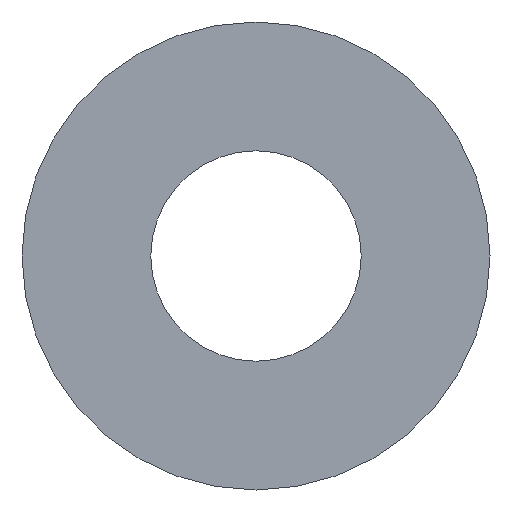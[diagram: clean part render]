
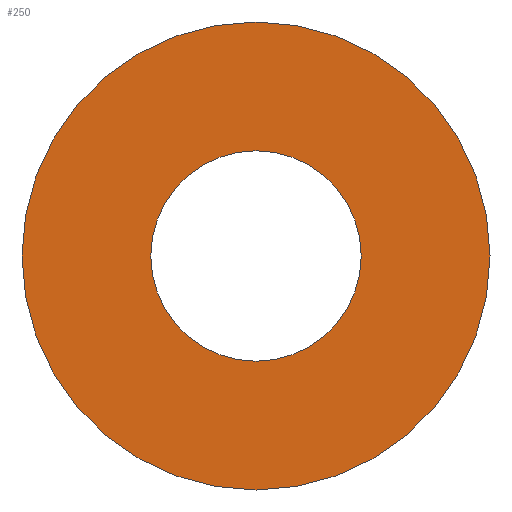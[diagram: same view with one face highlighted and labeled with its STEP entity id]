
A CAD part, front view. The second image highlights one B-rep face of the part: STEP entity #250.
In plain terms, the highlighted planar face has unit normal (0, -1, 0).
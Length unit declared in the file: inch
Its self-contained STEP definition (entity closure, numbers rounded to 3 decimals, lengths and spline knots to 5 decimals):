
#5 = EDGE_CURVE ( 'NONE', #214, #213, #230, .T. ) ;
#6 = EDGE_CURVE ( 'NONE', #209, #208, #231, .T. ) ;
#7 = DIRECTION ( 'NONE',  ( 0., 0., 1. ) ) ;
#8 = DIRECTION ( 'NONE',  ( 0., 1., 0. ) ) ;
#17 = CARTESIAN_POINT ( 'NONE',  ( 0., 0., 0. ) ) ;
#18 = DIRECTION ( 'NONE',  ( 0., 0., 1. ) ) ;
#19 = DIRECTION ( 'NONE',  ( 0., 1., 0. ) ) ;
#42 = AXIS2_PLACEMENT_3D ( 'NONE', #110, #113, #112 ) ;
#44 = AXIS2_PLACEMENT_3D ( 'NONE', #17, #19, #196 ) ;
#47 = AXIS2_PLACEMENT_3D ( 'NONE', #200, #210, #18 ) ;
#48 = EDGE_CURVE ( 'NONE', #213, #214, #237, .T. ) ;
#50 = AXIS2_PLACEMENT_3D ( 'NONE', #198, #8, #7 ) ;
#55 = EDGE_CURVE ( 'NONE', #208, #209, #249, .T. ) ;
#66 = CARTESIAN_POINT ( 'NONE',  ( 0., 0., 0.3125 ) ) ;
#69 = CARTESIAN_POINT ( 'NONE',  ( 0., 0., -0.3125 ) ) ;
#86 = EDGE_LOOP ( 'NONE', ( #227, #223 ) ) ;
#89 = PLANE ( 'NONE',  #160 ) ;
#90 = CARTESIAN_POINT ( 'NONE',  ( 0., 0., 0. ) ) ;
#107 = CARTESIAN_POINT ( 'NONE',  ( 0., 0., 0.1405 ) ) ;
#110 = CARTESIAN_POINT ( 'NONE',  ( 0., 0., 0. ) ) ;
#112 = DIRECTION ( 'NONE',  ( 0., 0., 1. ) ) ;
#113 = DIRECTION ( 'NONE',  ( 0., 1., 0. ) ) ;
#118 = EDGE_LOOP ( 'NONE', ( #228, #226 ) ) ;
#126 = FACE_BOUND ( 'NONE', #86, .T. ) ;
#127 = FACE_OUTER_BOUND ( 'NONE', #118, .T. ) ;
#160 = AXIS2_PLACEMENT_3D ( 'NONE', #90, #241, #206 ) ;
#196 = DIRECTION ( 'NONE',  ( 0., 0., 1. ) ) ;
#198 = CARTESIAN_POINT ( 'NONE',  ( 0., 0., 0. ) ) ;
#200 = CARTESIAN_POINT ( 'NONE',  ( 0., 0., 0. ) ) ;
#206 = DIRECTION ( 'NONE',  ( 0., 0., 1. ) ) ;
#208 = VERTEX_POINT ( 'NONE', #66 ) ;
#209 = VERTEX_POINT ( 'NONE', #69 ) ;
#210 = DIRECTION ( 'NONE',  ( 0., 1., 0. ) ) ;
#213 = VERTEX_POINT ( 'NONE', #107 ) ;
#214 = VERTEX_POINT ( 'NONE', #229 ) ;
#223 = ORIENTED_EDGE ( 'NONE', *, *, #5, .T. ) ;
#226 = ORIENTED_EDGE ( 'NONE', *, *, #55, .F. ) ;
#227 = ORIENTED_EDGE ( 'NONE', *, *, #48, .T. ) ;
#228 = ORIENTED_EDGE ( 'NONE', *, *, #6, .F. ) ;
#229 = CARTESIAN_POINT ( 'NONE',  ( 0., 0., -0.1405 ) ) ;
#230 = CIRCLE ( 'NONE', #47, 0.1405 ) ;
#231 = CIRCLE ( 'NONE', #44, 0.3125 ) ;
#237 = CIRCLE ( 'NONE', #50, 0.1405 ) ;
#241 = DIRECTION ( 'NONE',  ( 0., 1., 0. ) ) ;
#249 = CIRCLE ( 'NONE', #42, 0.3125 ) ;
#250 = ADVANCED_FACE ( 'NONE', ( #126, #127 ), #89, .F. ) ;
